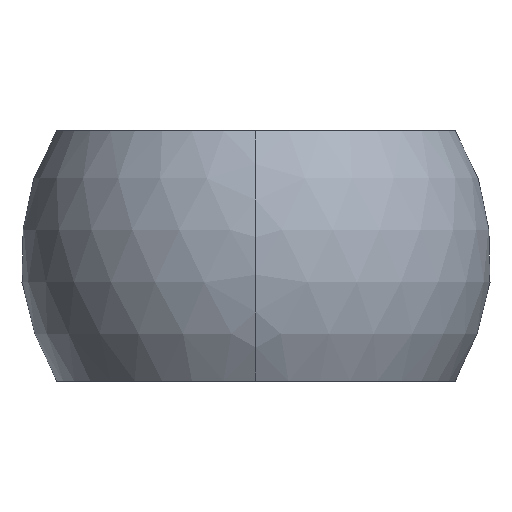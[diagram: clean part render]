
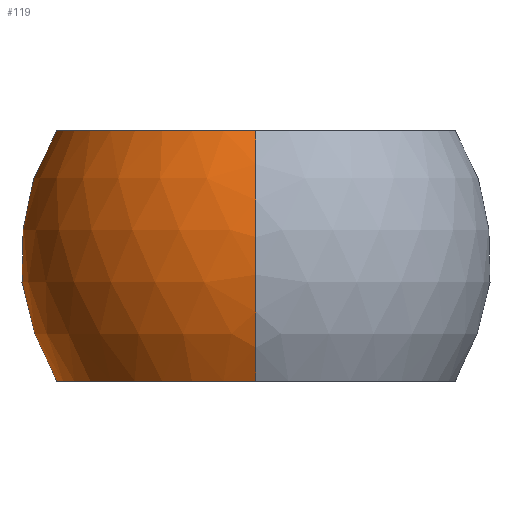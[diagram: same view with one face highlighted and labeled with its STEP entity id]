
A CAD part, left-side view. The second image highlights one B-rep face of the part: STEP entity #119.
In plain terms, the highlighted spherical face has radius 16 mm.
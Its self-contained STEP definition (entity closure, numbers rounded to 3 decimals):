
#119=ADVANCED_FACE('',(#306),#307,.T.);
#127=EDGE_CURVE('',#141,#171,#315,.T.);
#141=VERTEX_POINT('',#333);
#147=EDGE_CURVE('',#171,#151,#339,.T.);
#151=VERTEX_POINT('',#343);
#171=VERTEX_POINT('',#365);
#215=VERTEX_POINT('',#414);
#233=EDGE_CURVE('',#151,#215,#436,.T.);
#257=EDGE_CURVE('',#215,#141,#462,.T.);
#306=FACE_OUTER_BOUND('',#508,.T.);
#307=SPHERICAL_SURFACE('',#509,16.0);
#315=CIRCLE('',#518,13.555);
#333=CARTESIAN_POINT('',(10.444,8.641,8.5));
#339=CIRCLE('',#546,16.0);
#343=CARTESIAN_POINT('',(-13.555,0.,-8.5));
#365=CARTESIAN_POINT('',(-13.555,0.,8.5));
#414=CARTESIAN_POINT('',(10.444,8.641,-8.5));
#436=CIRCLE('',#777,13.555);
#462=CIRCLE('',#812,12.121);
#508=EDGE_LOOP('',(#965,#966,#967,#968));
#509=AXIS2_PLACEMENT_3D('',#969,#970,#971);
#518=AXIS2_PLACEMENT_3D('',#972,#973,#974);
#546=AXIS2_PLACEMENT_3D('',#1002,#1003,#1004);
#777=AXIS2_PLACEMENT_3D('',#1133,#1134,#1135);
#812=AXIS2_PLACEMENT_3D('',#1166,#1167,#1168);
#965=ORIENTED_EDGE('',*,*,#147,.F.);
#966=ORIENTED_EDGE('',*,*,#127,.F.);
#967=ORIENTED_EDGE('',*,*,#257,.F.);
#968=ORIENTED_EDGE('',*,*,#233,.F.);
#969=CARTESIAN_POINT('',(0.0,0.0,0.0));
#970=DIRECTION('',(0.0,0.0,1.0));
#971=DIRECTION('',(1.0,0.0,0.0));
#972=CARTESIAN_POINT('',(0.0,0.0,8.5));
#973=DIRECTION('',(0.0,-0.0,1.0));
#974=DIRECTION('',(0.0,1.0,0.0));
#1002=CARTESIAN_POINT('',(0.0,0.0,0.0));
#1003=DIRECTION('',(0.,-1.0,0.0));
#1004=DIRECTION('',(0.0,0.0,1.0));
#1133=CARTESIAN_POINT('',(0.0,0.0,-8.5));
#1134=DIRECTION('',(-0.0,-0.0,-1.0));
#1135=DIRECTION('',(0.0,-1.0,0.0));
#1166=CARTESIAN_POINT('',(10.444,0.0,0.0));
#1167=DIRECTION('',(1.0,0.0,0.0));
#1168=DIRECTION('',(0.0,1.0,0.0));
